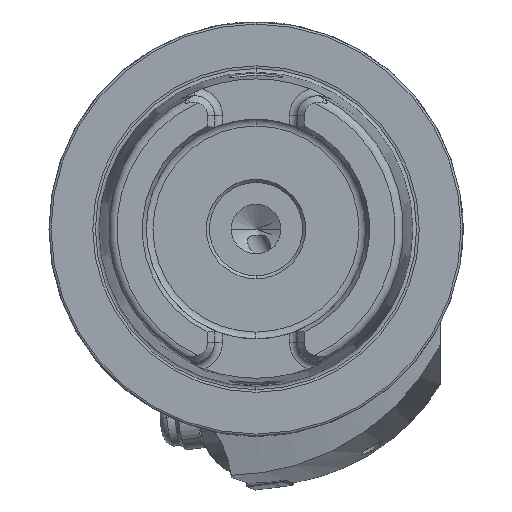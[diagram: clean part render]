
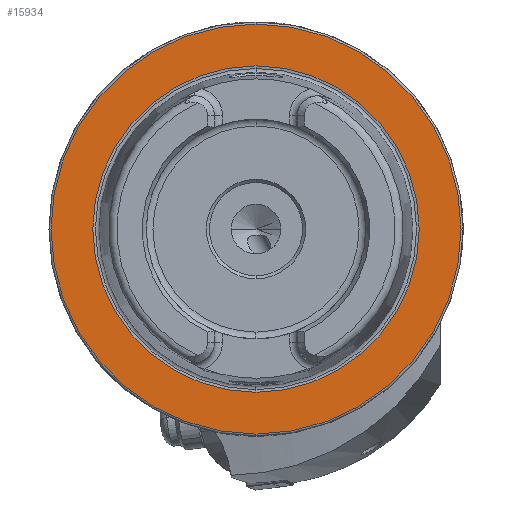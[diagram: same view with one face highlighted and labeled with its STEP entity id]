
A CAD part, left-side view. The second image highlights one B-rep face of the part: STEP entity #15934.
In plain terms, the highlighted planar face has unit normal (-1, 0, 0).
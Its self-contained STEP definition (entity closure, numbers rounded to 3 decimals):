
#252 = ORIENTED_EDGE ( 'NONE', *, *, #9051, .T. ) ;
#1025 = EDGE_CURVE ( 'NONE', #3585, #11001, #6517, .T. ) ;
#1751 = ORIENTED_EDGE ( 'NONE', *, *, #3504, .F. ) ;
#1954 = AXIS2_PLACEMENT_3D ( 'NONE', #15343, #6723, #9544 ) ;
#2768 = CIRCLE ( 'NONE', #1954, 49.5 ) ;
#3504 = EDGE_CURVE ( 'NONE', #4503, #13034, #11119, .T. ) ;
#3585 = VERTEX_POINT ( 'NONE', #14762 ) ;
#3749 = CARTESIAN_POINT ( 'NONE',  ( 0., 0., 39.405 ) ) ;
#4503 = VERTEX_POINT ( 'NONE', #3749 ) ;
#6517 = CIRCLE ( 'NONE', #16787, 49.5 ) ;
#6723 = DIRECTION ( 'NONE',  ( -1., 0., 0. ) ) ;
#7031 = CARTESIAN_POINT ( 'NONE',  ( 0., 0., 0. ) ) ;
#7421 = CARTESIAN_POINT ( 'NONE',  ( 0., 49.5, 0. ) ) ;
#7810 = AXIS2_PLACEMENT_3D ( 'NONE', #7421, #17360, #17482 ) ;
#7954 = FACE_OUTER_BOUND ( 'NONE', #13952, .T. ) ;
#8140 = CARTESIAN_POINT ( 'NONE',  ( 0., 0., 0. ) ) ;
#8403 = AXIS2_PLACEMENT_3D ( 'NONE', #14764, #13286, #9149 ) ;
#9051 = EDGE_CURVE ( 'NONE', #11001, #3585, #2768, .T. ) ;
#9149 = DIRECTION ( 'NONE',  ( 0., 0., 1. ) ) ;
#9544 = DIRECTION ( 'NONE',  ( 0., 0., 1. ) ) ;
#9904 = DIRECTION ( 'NONE',  ( -1., 0., 0. ) ) ;
#10359 = EDGE_CURVE ( 'NONE', #13034, #4503, #14257, .T. ) ;
#10842 = DIRECTION ( 'NONE',  ( 0., 0., 1. ) ) ;
#11001 = VERTEX_POINT ( 'NONE', #15747 ) ;
#11119 = CIRCLE ( 'NONE', #18251, 39.405 ) ;
#12929 = EDGE_LOOP ( 'NONE', ( #1751, #13708 ) ) ;
#13034 = VERTEX_POINT ( 'NONE', #17581 ) ;
#13286 = DIRECTION ( 'NONE',  ( -1., 0., 0. ) ) ;
#13708 = ORIENTED_EDGE ( 'NONE', *, *, #10359, .F. ) ;
#13952 = EDGE_LOOP ( 'NONE', ( #252, #15854 ) ) ;
#14257 = CIRCLE ( 'NONE', #8403, 39.405 ) ;
#14413 = PLANE ( 'NONE',  #7810 ) ;
#14762 = CARTESIAN_POINT ( 'NONE',  ( 0., 0., -49.5 ) ) ;
#14764 = CARTESIAN_POINT ( 'NONE',  ( 0., 0., 0. ) ) ;
#15288 = DIRECTION ( 'NONE',  ( 0., 0., 1. ) ) ;
#15343 = CARTESIAN_POINT ( 'NONE',  ( 0., 0., 0. ) ) ;
#15506 = FACE_BOUND ( 'NONE', #12929, .T. ) ;
#15747 = CARTESIAN_POINT ( 'NONE',  ( 0., 0., 49.5 ) ) ;
#15854 = ORIENTED_EDGE ( 'NONE', *, *, #1025, .T. ) ;
#15934 = ADVANCED_FACE ( 'NONE', ( #15506, #7954 ), #14413, .F. ) ;
#16471 = DIRECTION ( 'NONE',  ( -1., 0., 0. ) ) ;
#16787 = AXIS2_PLACEMENT_3D ( 'NONE', #7031, #9904, #15288 ) ;
#17360 = DIRECTION ( 'NONE',  ( 1., 0., 0. ) ) ;
#17482 = DIRECTION ( 'NONE',  ( 0., 0., -1. ) ) ;
#17581 = CARTESIAN_POINT ( 'NONE',  ( 0., 0., -39.405 ) ) ;
#18251 = AXIS2_PLACEMENT_3D ( 'NONE', #8140, #16471, #10842 ) ;
